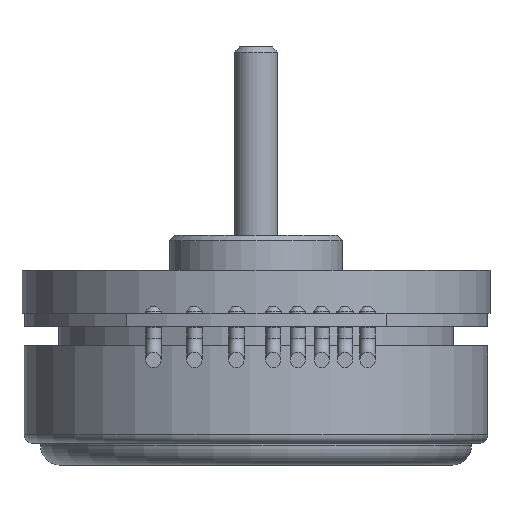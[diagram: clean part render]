
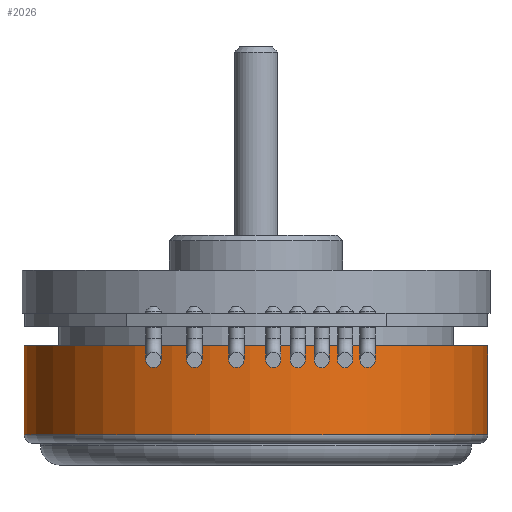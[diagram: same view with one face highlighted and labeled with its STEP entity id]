
A CAD part, front view. The second image highlights one B-rep face of the part: STEP entity #2026.
In plain terms, the highlighted cylindrical face has radius 21.4 mm (diameter 42.8 mm), a full revolution.
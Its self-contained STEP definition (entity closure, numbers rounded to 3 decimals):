
#1984=CARTESIAN_POINT('',(21.4,0.,0.8));
#1985=VERTEX_POINT('',#1984);
#1986=CARTESIAN_POINT('',(0.0,0.0,0.8));
#1987=DIRECTION('',(0.0,0.0,-1.0));
#1988=DIRECTION('',(-1.0,0.0,0.0));
#1989=AXIS2_PLACEMENT_3D('',#1986,#1987,#1988);
#1990=CIRCLE('',#1989,21.4);
#1991=EDGE_CURVE('',#1985,#1985,#1990,.T.);
#2007=CARTESIAN_POINT('',(0.0,0.0,0.0));
#2008=DIRECTION('',(0.0,0.0,1.0));
#2009=DIRECTION('',(-1.0,0.0,0.0));
#2010=AXIS2_PLACEMENT_3D('',#2007,#2008,#2009);
#2011=CYLINDRICAL_SURFACE('',#2010,21.4);
#2012=CARTESIAN_POINT('',(21.4,0.,9.0));
#2013=VERTEX_POINT('',#2012);
#2014=CARTESIAN_POINT('',(0.0,0.0,9.0));
#2015=DIRECTION('',(0.0,0.0,-1.0));
#2016=DIRECTION('',(-1.0,0.0,0.0));
#2017=AXIS2_PLACEMENT_3D('',#2014,#2015,#2016);
#2018=CIRCLE('',#2017,21.4);
#2019=EDGE_CURVE('',#2013,#2013,#2018,.T.);
#2020=ORIENTED_EDGE('',*,*,#2019,.T.);
#2021=EDGE_LOOP('',(#2020));
#2022=FACE_OUTER_BOUND('',#2021,.T.);
#2023=ORIENTED_EDGE('',*,*,#1991,.F.);
#2024=EDGE_LOOP('',(#2023));
#2025=FACE_BOUND('',#2024,.T.);
#2026=ADVANCED_FACE('',(#2022,#2025),#2011,.T.);
